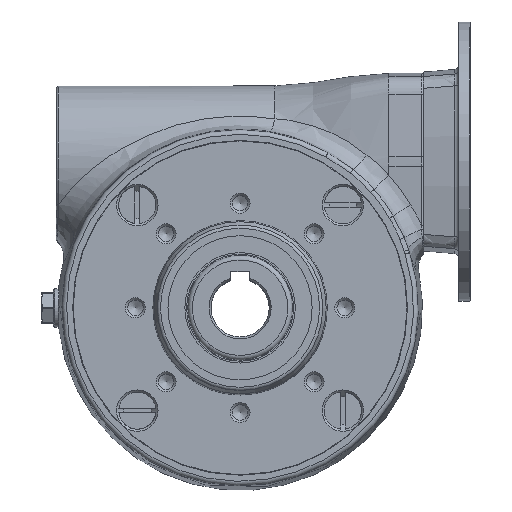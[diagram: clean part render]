
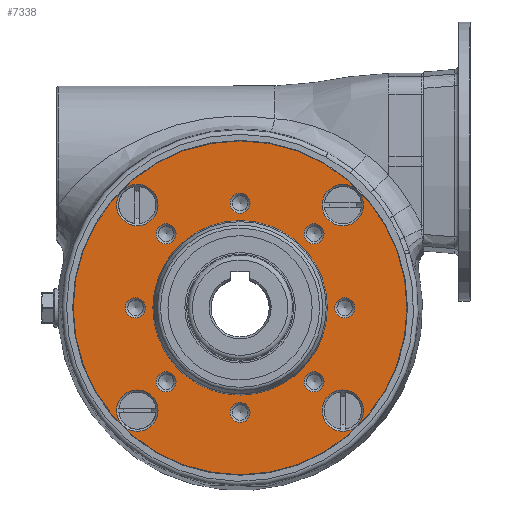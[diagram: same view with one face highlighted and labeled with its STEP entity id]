
A CAD part, top view. The second image highlights one B-rep face of the part: STEP entity #7338.
In plain terms, the highlighted planar face has unit normal (0, 0, 1).
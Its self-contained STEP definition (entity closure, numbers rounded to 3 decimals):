
#1301=ORIENTED_EDGE('',*,*,#2292,.T.);
#1302=ORIENTED_EDGE('',*,*,#2302,.T.);
#1303=ORIENTED_EDGE('',*,*,#2306,.T.);
#1304=ORIENTED_EDGE('',*,*,#2284,.T.);
#1305=ORIENTED_EDGE('',*,*,#2280,.T.);
#1306=ORIENTED_EDGE('',*,*,#2282,.T.);
#1307=ORIENTED_EDGE('',*,*,#2550,.T.);
#1308=ORIENTED_EDGE('',*,*,#2551,.T.);
#1309=ORIENTED_EDGE('',*,*,#2552,.T.);
#1310=ORIENTED_EDGE('',*,*,#2553,.T.);
#1311=ORIENTED_EDGE('',*,*,#2554,.T.);
#1312=ORIENTED_EDGE('',*,*,#2555,.T.);
#1313=ORIENTED_EDGE('',*,*,#2556,.T.);
#1314=ORIENTED_EDGE('',*,*,#2549,.F.);
#2280=EDGE_CURVE('',#2991,#2991,#3519,.F.);
#2282=EDGE_CURVE('',#2993,#2993,#3521,.F.);
#2284=EDGE_CURVE('',#2995,#2995,#3523,.F.);
#2292=EDGE_CURVE('',#3003,#3003,#3531,.T.);
#2302=EDGE_CURVE('',#3013,#3013,#3537,.F.);
#2306=EDGE_CURVE('',#3017,#3017,#3541,.F.);
#2549=EDGE_CURVE('',#3185,#3185,#3652,.T.);
#2550=EDGE_CURVE('',#3186,#3186,#3653,.F.);
#2551=EDGE_CURVE('',#3187,#3187,#3654,.F.);
#2552=EDGE_CURVE('',#3188,#3188,#3655,.F.);
#2553=EDGE_CURVE('',#3189,#3189,#3656,.F.);
#2554=EDGE_CURVE('',#3190,#3190,#3657,.F.);
#2555=EDGE_CURVE('',#3191,#3191,#3658,.F.);
#2556=EDGE_CURVE('',#3192,#3192,#3659,.F.);
#2991=VERTEX_POINT('',#9907);
#2993=VERTEX_POINT('',#9912);
#2995=VERTEX_POINT('',#9917);
#3003=VERTEX_POINT('',#9939);
#3013=VERTEX_POINT('',#9973);
#3017=VERTEX_POINT('',#9983);
#3185=VERTEX_POINT('',#15132);
#3186=VERTEX_POINT('',#15135);
#3187=VERTEX_POINT('',#15137);
#3188=VERTEX_POINT('',#15139);
#3189=VERTEX_POINT('',#15141);
#3190=VERTEX_POINT('',#15143);
#3191=VERTEX_POINT('',#15145);
#3192=VERTEX_POINT('',#15147);
#3519=CIRCLE('',#7636,8.9);
#3521=CIRCLE('',#7639,4.323);
#3523=CIRCLE('',#7642,8.9);
#3531=CIRCLE('',#7656,71.8);
#3537=CIRCLE('',#7664,8.9);
#3541=CIRCLE('',#7670,8.9);
#3652=CIRCLE('',#7831,37.5);
#3653=CIRCLE('',#7833,4.323);
#3654=CIRCLE('',#7834,4.323);
#3655=CIRCLE('',#7835,4.323);
#3656=CIRCLE('',#7836,4.324);
#3657=CIRCLE('',#7837,4.324);
#3658=CIRCLE('',#7838,4.324);
#3659=CIRCLE('',#7839,4.323);
#4035=EDGE_LOOP('',(#1301));
#4036=EDGE_LOOP('',(#1302));
#4037=EDGE_LOOP('',(#1303));
#4038=EDGE_LOOP('',(#1304));
#4039=EDGE_LOOP('',(#1305));
#4040=EDGE_LOOP('',(#1306));
#4041=EDGE_LOOP('',(#1307));
#4042=EDGE_LOOP('',(#1308));
#4043=EDGE_LOOP('',(#1309));
#4044=EDGE_LOOP('',(#1310));
#4045=EDGE_LOOP('',(#1311));
#4046=EDGE_LOOP('',(#1312));
#4047=EDGE_LOOP('',(#1313));
#4048=EDGE_LOOP('',(#1314));
#4611=FACE_BOUND('',#4035,.T.);
#4612=FACE_BOUND('',#4036,.T.);
#4613=FACE_BOUND('',#4037,.T.);
#4614=FACE_BOUND('',#4038,.T.);
#4615=FACE_BOUND('',#4039,.T.);
#4616=FACE_BOUND('',#4040,.T.);
#4617=FACE_BOUND('',#4041,.T.);
#4618=FACE_BOUND('',#4042,.T.);
#4619=FACE_BOUND('',#4043,.T.);
#4620=FACE_BOUND('',#4044,.T.);
#4621=FACE_BOUND('',#4045,.T.);
#4622=FACE_BOUND('',#4046,.T.);
#4623=FACE_BOUND('',#4047,.T.);
#4624=FACE_BOUND('',#4048,.T.);
#5058=PLANE('',#7832);
#7338=ADVANCED_FACE('',(#4611,#4612,#4613,#4614,#4615,#4616,#4617,#4618,
#4619,#4620,#4621,#4622,#4623,#4624),#5058,.T.);
#7636=AXIS2_PLACEMENT_3D('',#9906,#8346,#8347);
#7639=AXIS2_PLACEMENT_3D('',#9911,#8352,#8353);
#7642=AXIS2_PLACEMENT_3D('',#9916,#8358,#8359);
#7656=AXIS2_PLACEMENT_3D('',#9938,#8386,#8387);
#7664=AXIS2_PLACEMENT_3D('',#9972,#8402,#8403);
#7670=AXIS2_PLACEMENT_3D('',#9982,#8414,#8415);
#7831=AXIS2_PLACEMENT_3D('',#15131,#8758,#8759);
#7832=AXIS2_PLACEMENT_3D('',#15133,#8760,#8761);
#7833=AXIS2_PLACEMENT_3D('',#15134,#8762,#8763);
#7834=AXIS2_PLACEMENT_3D('',#15136,#8764,#8765);
#7835=AXIS2_PLACEMENT_3D('',#15138,#8766,#8767);
#7836=AXIS2_PLACEMENT_3D('',#15140,#8768,#8769);
#7837=AXIS2_PLACEMENT_3D('',#15142,#8770,#8771);
#7838=AXIS2_PLACEMENT_3D('',#15144,#8772,#8773);
#7839=AXIS2_PLACEMENT_3D('',#15146,#8774,#8775);
#8346=DIRECTION('',(0.,0.,1.));
#8347=DIRECTION('',(0.,1.,0.));
#8352=DIRECTION('',(0.,0.,1.));
#8353=DIRECTION('',(0.,1.,0.));
#8358=DIRECTION('',(0.,0.,1.));
#8359=DIRECTION('',(0.,1.,0.));
#8386=DIRECTION('',(0.,0.,1.));
#8387=DIRECTION('',(0.,1.,0.));
#8402=DIRECTION('',(0.,0.,1.));
#8403=DIRECTION('',(0.,1.,0.));
#8414=DIRECTION('',(0.,0.,1.));
#8415=DIRECTION('',(0.,1.,0.));
#8758=DIRECTION('',(0.,0.,1.));
#8759=DIRECTION('',(0.,1.,0.));
#8760=DIRECTION('',(0.,0.,1.));
#8761=DIRECTION('',(-1.,0.,0.));
#8762=DIRECTION('',(0.,0.,1.));
#8763=DIRECTION('',(0.,1.,0.));
#8764=DIRECTION('',(0.,0.,1.));
#8765=DIRECTION('',(0.,1.,0.));
#8766=DIRECTION('',(0.,0.,1.));
#8767=DIRECTION('',(0.,1.,0.));
#8768=DIRECTION('',(0.,0.,1.));
#8769=DIRECTION('',(0.,1.,0.));
#8770=DIRECTION('',(0.,0.,1.));
#8771=DIRECTION('',(0.,1.,0.));
#8772=DIRECTION('',(0.,0.,1.));
#8773=DIRECTION('',(0.,1.,0.));
#8774=DIRECTION('',(0.,0.,1.));
#8775=DIRECTION('',(0.,1.,0.));
#9906=CARTESIAN_POINT('',(44.194,44.194,45.));
#9907=CARTESIAN_POINT('',(44.194,53.094,45.));
#9911=CARTESIAN_POINT('',(31.82,-31.82,45.));
#9912=CARTESIAN_POINT('',(31.82,-27.496,45.));
#9916=CARTESIAN_POINT('',(-44.194,44.194,45.));
#9917=CARTESIAN_POINT('',(-44.194,53.094,45.));
#9938=CARTESIAN_POINT('',(0.,0.,45.));
#9939=CARTESIAN_POINT('',(0.,71.8,45.));
#9972=CARTESIAN_POINT('',(44.194,-44.194,45.));
#9973=CARTESIAN_POINT('',(44.194,-35.294,45.));
#9982=CARTESIAN_POINT('',(-44.194,-44.194,45.));
#9983=CARTESIAN_POINT('',(-44.194,-35.294,45.));
#15131=CARTESIAN_POINT('',(0.,0.,
45.));
#15132=CARTESIAN_POINT('',(0.,37.5,45.));
#15133=CARTESIAN_POINT('',(0.,37.5,45.));
#15134=CARTESIAN_POINT('',(0.,-45.,45.));
#15135=CARTESIAN_POINT('',(0.,-40.677,45.));
#15136=CARTESIAN_POINT('',(-31.82,-31.82,45.));
#15137=CARTESIAN_POINT('',(-31.82,-27.496,45.));
#15138=CARTESIAN_POINT('',(-45.,0.,45.));
#15139=CARTESIAN_POINT('',(-45.,4.324,45.));
#15140=CARTESIAN_POINT('',(-31.82,31.82,45.));
#15141=CARTESIAN_POINT('',(-31.82,36.143,45.));
#15142=CARTESIAN_POINT('',(0.,45.,45.));
#15143=CARTESIAN_POINT('',(0.,49.324,45.));
#15144=CARTESIAN_POINT('',(31.82,31.82,45.));
#15145=CARTESIAN_POINT('',(31.82,36.143,45.));
#15146=CARTESIAN_POINT('',(45.,0.,45.));
#15147=CARTESIAN_POINT('',(45.,4.323,45.));
